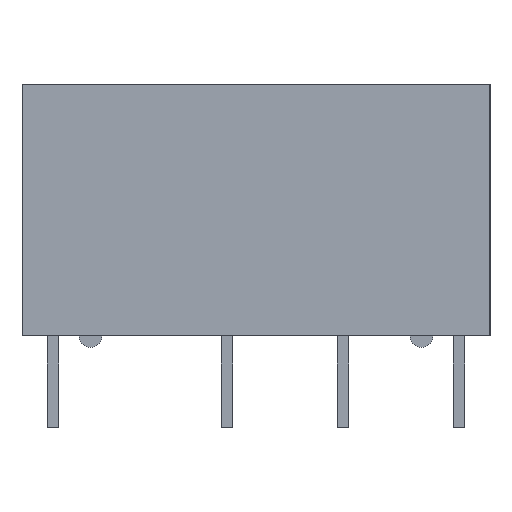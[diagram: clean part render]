
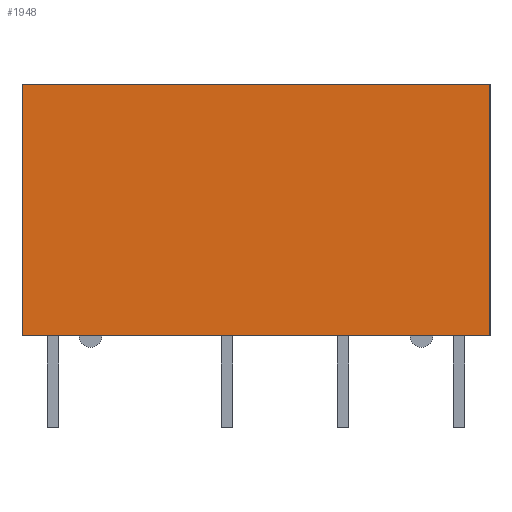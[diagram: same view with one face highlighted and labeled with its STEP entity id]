
A CAD part, front view. The second image highlights one B-rep face of the part: STEP entity #1948.
In plain terms, the highlighted planar face has unit normal (0, -1, 0).
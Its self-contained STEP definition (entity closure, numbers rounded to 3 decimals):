
#1853=CARTESIAN_POINT('',(-10.25,-5.05,11.5));
#1854=VERTEX_POINT('',#1853);
#1861=CARTESIAN_POINT('',(10.25,-5.05,11.5));
#1862=VERTEX_POINT('',#1861);
#1863=CARTESIAN_POINT('',(10.25,-5.05,11.5));
#1864=DIRECTION('',(-1.0,0.0,0.0));
#1865=VECTOR('',#1864,20.5);
#1866=LINE('',#1863,#1865);
#1867=EDGE_CURVE('',#1862,#1854,#1866,.T.);
#1900=CARTESIAN_POINT('',(10.25,-5.05,0.5));
#1901=VERTEX_POINT('',#1900);
#1902=CARTESIAN_POINT('',(10.25,-5.05,0.5));
#1903=DIRECTION('',(0.0,0.0,1.0));
#1904=VECTOR('',#1903,11.0);
#1905=LINE('',#1902,#1904);
#1906=EDGE_CURVE('',#1901,#1862,#1905,.T.);
#1925=CARTESIAN_POINT('',(10.25,-5.05,0.5));
#1926=DIRECTION('',(0.0,-1.0,0.0));
#1927=DIRECTION('',(0.0,0.0,-1.0));
#1928=AXIS2_PLACEMENT_3D('',#1925,#1926,#1927);
#1929=PLANE('',#1928);
#1930=ORIENTED_EDGE('',*,*,#1867,.T.);
#1931=CARTESIAN_POINT('',(-10.25,-5.05,0.5));
#1932=VERTEX_POINT('',#1931);
#1933=CARTESIAN_POINT('',(-10.25,-5.05,0.5));
#1934=DIRECTION('',(0.0,0.0,1.0));
#1935=VECTOR('',#1934,11.0);
#1936=LINE('',#1933,#1935);
#1937=EDGE_CURVE('',#1932,#1854,#1936,.T.);
#1938=ORIENTED_EDGE('',*,*,#1937,.F.);
#1939=CARTESIAN_POINT('',(-10.25,-5.05,0.5));
#1940=DIRECTION('',(1.0,0.0,0.0));
#1941=VECTOR('',#1940,20.5);
#1942=LINE('',#1939,#1941);
#1943=EDGE_CURVE('',#1932,#1901,#1942,.T.);
#1944=ORIENTED_EDGE('',*,*,#1943,.T.);
#1945=ORIENTED_EDGE('',*,*,#1906,.T.);
#1946=EDGE_LOOP('',(#1930,#1938,#1944,#1945));
#1947=FACE_OUTER_BOUND('',#1946,.T.);
#1948=ADVANCED_FACE('',(#1947),#1929,.T.);
